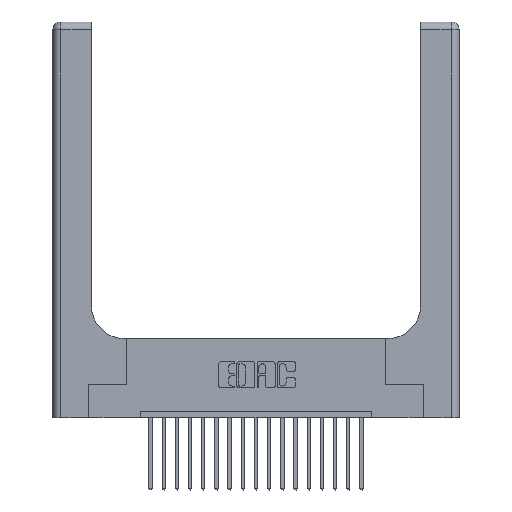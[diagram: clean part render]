
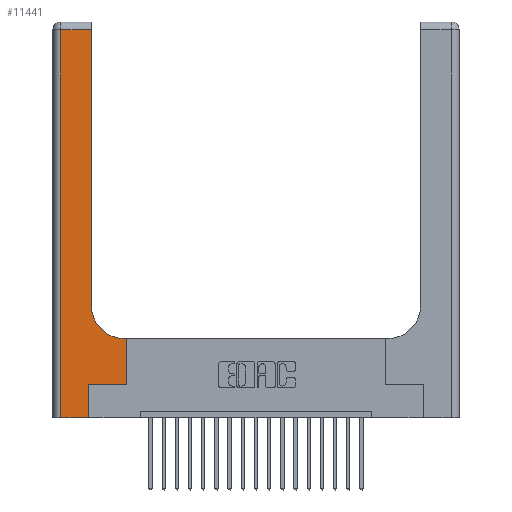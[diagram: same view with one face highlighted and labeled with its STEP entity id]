
A CAD part, top view. The second image highlights one B-rep face of the part: STEP entity #11441.
In plain terms, the highlighted planar face has unit normal (0, 0, 1).
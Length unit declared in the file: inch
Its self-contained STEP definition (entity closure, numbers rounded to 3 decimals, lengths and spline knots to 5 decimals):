
#189 = CARTESIAN_POINT ( 'NONE',  ( 0.269, 0.25, 0.37 ) ) ;
#507 = LINE ( 'NONE', #14304, #1541 ) ;
#584 = CARTESIAN_POINT ( 'NONE',  ( 0., 3., 0.37 ) ) ;
#782 = VECTOR ( 'NONE', #1065, 39.37008 ) ;
#1065 = DIRECTION ( 'NONE',  ( 1., 0., 0. ) ) ;
#1267 = VERTEX_POINT ( 'NONE', #6468 ) ;
#1541 = VECTOR ( 'NONE', #19444, 39.37008 ) ;
#2369 = ORIENTED_EDGE ( 'NONE', *, *, #12014, .T. ) ;
#2692 = AXIS2_PLACEMENT_3D ( 'NONE', #584, #12131, #18843 ) ;
#2737 = EDGE_CURVE ( 'NONE', #4954, #1267, #12780, .T. ) ;
#2956 = VERTEX_POINT ( 'NONE', #19601 ) ;
#3194 = CARTESIAN_POINT ( 'NONE',  ( 0.06, 0., 0.37 ) ) ;
#3688 = ORIENTED_EDGE ( 'NONE', *, *, #6325, .T. ) ;
#3703 = CARTESIAN_POINT ( 'NONE',  ( 0.06, 2.94, 0.37 ) ) ;
#3927 = ORIENTED_EDGE ( 'NONE', *, *, #12761, .T. ) ;
#4171 = VERTEX_POINT ( 'NONE', #3194 ) ;
#4584 = EDGE_CURVE ( 'NONE', #20059, #2956, #16287, .T. ) ;
#4610 = CARTESIAN_POINT ( 'NONE',  ( 0.269, 0.25, 0.37 ) ) ;
#4954 = VERTEX_POINT ( 'NONE', #9106 ) ;
#5120 = ORIENTED_EDGE ( 'NONE', *, *, #13078, .T. ) ;
#5220 = CIRCLE ( 'NONE', #16269, 0.25 ) ;
#5700 = LINE ( 'NONE', #4610, #782 ) ;
#6030 = DIRECTION ( 'NONE',  ( 1., 0., 0. ) ) ;
#6325 = EDGE_CURVE ( 'NONE', #9546, #14687, #507, .T. ) ;
#6468 = CARTESIAN_POINT ( 'NONE',  ( 0.5415, 0.6, 0.37 ) ) ;
#7287 = CARTESIAN_POINT ( 'NONE',  ( 0.2915, 0.6, 0.37 ) ) ;
#8113 = DIRECTION ( 'NONE',  ( 0., 1., 0. ) ) ;
#8816 = PLANE ( 'NONE',  #2692 ) ;
#9106 = CARTESIAN_POINT ( 'NONE',  ( 0.5585, 0.6, 0.37 ) ) ;
#9546 = VERTEX_POINT ( 'NONE', #21017 ) ;
#9635 = CARTESIAN_POINT ( 'NONE',  ( 0.5415, 0.85, 0.37 ) ) ;
#9942 = VECTOR ( 'NONE', #19650, 39.37008 ) ;
#10542 = ORIENTED_EDGE ( 'NONE', *, *, #19187, .T. ) ;
#10562 = DIRECTION ( 'NONE',  ( 1., 0., 0. ) ) ;
#10632 = CARTESIAN_POINT ( 'NONE',  ( 0.5585, 0.25, 0.37 ) ) ;
#10712 = EDGE_CURVE ( 'NONE', #15403, #4954, #17135, .T. ) ;
#11079 = DIRECTION ( 'NONE',  ( 0., 0., -1. ) ) ;
#11376 = CARTESIAN_POINT ( 'NONE',  ( 0., 2.94, 0.37 ) ) ;
#11441 = ADVANCED_FACE ( 'NONE', ( #16082 ), #8816, .F. ) ;
#11928 = LINE ( 'NONE', #21129, #18577 ) ;
#12014 = EDGE_CURVE ( 'NONE', #2956, #21245, #18368, .T. ) ;
#12131 = DIRECTION ( 'NONE',  ( 0., 0., -1. ) ) ;
#12761 = EDGE_CURVE ( 'NONE', #1267, #20059, #5220, .T. ) ;
#12780 = LINE ( 'NONE', #7287, #20475 ) ;
#13078 = EDGE_CURVE ( 'NONE', #14687, #15403, #5700, .T. ) ;
#13173 = DIRECTION ( 'NONE',  ( 0., -1., 0. ) ) ;
#13389 = DIRECTION ( 'NONE',  ( -1., 0., 0. ) ) ;
#13708 = ORIENTED_EDGE ( 'NONE', *, *, #4584, .T. ) ;
#13992 = VECTOR ( 'NONE', #8113, 39.37008 ) ;
#14023 = ORIENTED_EDGE ( 'NONE', *, *, #2737, .T. ) ;
#14304 = CARTESIAN_POINT ( 'NONE',  ( 0.269, 0., 0.37 ) ) ;
#14687 = VERTEX_POINT ( 'NONE', #189 ) ;
#14743 = CARTESIAN_POINT ( 'NONE',  ( 0.2915, 3., 0.37 ) ) ;
#15083 = CARTESIAN_POINT ( 'NONE',  ( 0.2915, 0.85, 0.37 ) ) ;
#15403 = VERTEX_POINT ( 'NONE', #10632 ) ;
#15966 = ORIENTED_EDGE ( 'NONE', *, *, #19389, .T. ) ;
#16082 = FACE_OUTER_BOUND ( 'NONE', #20228, .T. ) ;
#16269 = AXIS2_PLACEMENT_3D ( 'NONE', #9635, #11079, #6030 ) ;
#16287 = LINE ( 'NONE', #14743, #13992 ) ;
#17009 = ORIENTED_EDGE ( 'NONE', *, *, #10712, .T. ) ;
#17135 = LINE ( 'NONE', #17769, #9942 ) ;
#17769 = CARTESIAN_POINT ( 'NONE',  ( 0.5585, 0.25, 0.37 ) ) ;
#18115 = VECTOR ( 'NONE', #13389, 39.37008 ) ;
#18368 = LINE ( 'NONE', #11376, #18115 ) ;
#18577 = VECTOR ( 'NONE', #13173, 39.37008 ) ;
#18843 = DIRECTION ( 'NONE',  ( -1., 0., 0. ) ) ;
#18908 = DIRECTION ( 'NONE',  ( -1., 0., 0. ) ) ;
#19054 = LINE ( 'NONE', #20402, #20615 ) ;
#19187 = EDGE_CURVE ( 'NONE', #21245, #4171, #11928, .T. ) ;
#19389 = EDGE_CURVE ( 'NONE', #4171, #9546, #19054, .T. ) ;
#19444 = DIRECTION ( 'NONE',  ( 0., 1., 0. ) ) ;
#19601 = CARTESIAN_POINT ( 'NONE',  ( 0.2915, 2.94, 0.37 ) ) ;
#19650 = DIRECTION ( 'NONE',  ( 0., 1., 0. ) ) ;
#20059 = VERTEX_POINT ( 'NONE', #15083 ) ;
#20228 = EDGE_LOOP ( 'NONE', ( #13708, #2369, #10542, #15966, #3688, #5120, #17009, #14023, #3927 ) ) ;
#20402 = CARTESIAN_POINT ( 'NONE',  ( 0., 0., 0.37 ) ) ;
#20475 = VECTOR ( 'NONE', #18908, 39.37008 ) ;
#20615 = VECTOR ( 'NONE', #10562, 39.37008 ) ;
#21017 = CARTESIAN_POINT ( 'NONE',  ( 0.269, 0., 0.37 ) ) ;
#21129 = CARTESIAN_POINT ( 'NONE',  ( 0.06, 3., 0.37 ) ) ;
#21245 = VERTEX_POINT ( 'NONE', #3703 ) ;
